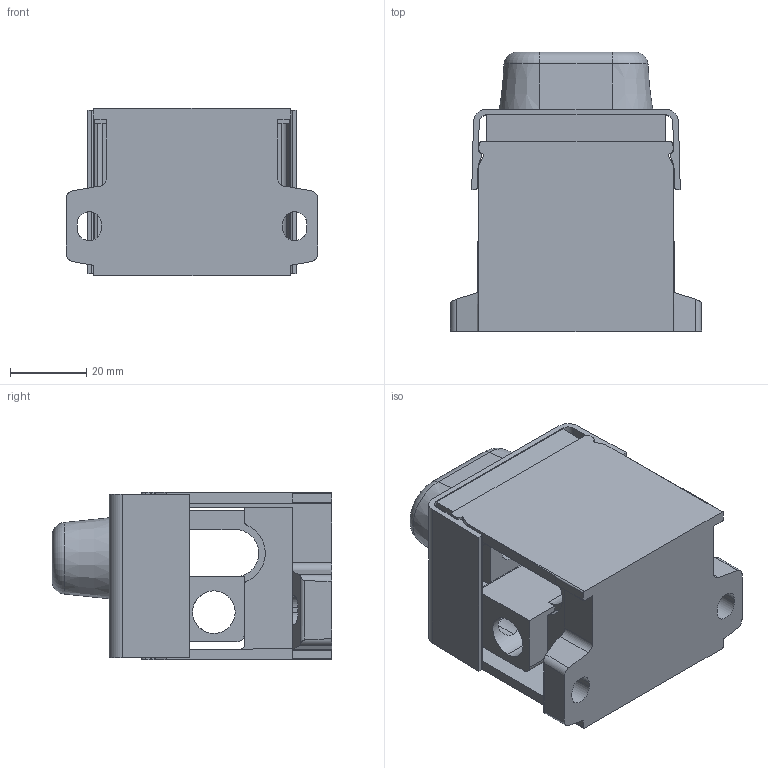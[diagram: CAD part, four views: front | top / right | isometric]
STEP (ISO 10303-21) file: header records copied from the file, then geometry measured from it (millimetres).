
FILE_DESCRIPTION((''),'2;1');
FILE_NAME('70-50','2024-02-20T',('dell'),(''),'PRO/ENGINEER BY PARAMETRIC TECHNOLOGY CORPORATION, 2013230','PRO/ENGINEER BY PARAMETRIC TECHNOLOGY CORPORATION, 2013230','');
FILE_SCHEMA(('AUTOMOTIVE_DESIGN { 1 0 10303 214 1 1 1 1 }'));
Length unit declared in the file: millimetre
Products named in the file (1): 70-50
Bounding box: 66 x 73.5 x 44 mm (x, y, z)
Volume: 85374.6 mm3; surface area: 36351.3 mm2
Topology: 1 solids, 1 shells, 217 faces, 654 edges, 430 vertices
Faces by surface type: plane 118, cylinder 95, torus 2, cone 2
Entity records: 7786 total; most frequent: CARTESIAN_POINT 1791, ORIENTED_EDGE 1308, DIRECTION 1173, EDGE_CURVE 654, VERTEX_POINT 430, VECTOR 423, LINE 423, AXIS2_PLACEMENT_3D 375
